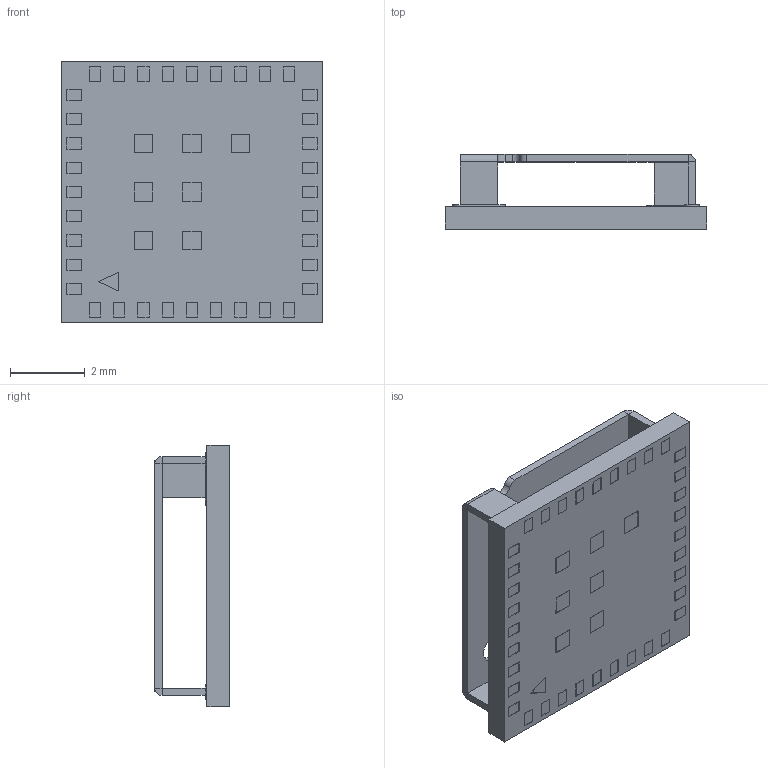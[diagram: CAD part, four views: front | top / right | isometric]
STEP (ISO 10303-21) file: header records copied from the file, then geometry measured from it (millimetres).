
FILE_DESCRIPTION (( 'STEP AP214' ), '1' );
FILE_NAME ('LG77L.STEP', '2022-02-21T21:52:38', ( '' ), ( '' ), 'SwSTEP 2.0', 'SolidWorks 2020', '' );
FILE_SCHEMA (( 'AUTOMOTIVE_DESIGN' ));
Length unit declared in the file: millimetre
Products named in the file (1): LG77L
Bounding box: 7 x 2 x 7 mm (x, y, z)
Volume: 37.8 mm3; surface area: 208.7 mm2
Topology: 2 solids, 2 shells, 641 faces, 1663 edges, 1098 vertices
Faces by surface type: plane 612, cylinder 29
Entity records: 19545 total; most frequent: CARTESIAN_POINT 3403, ORIENTED_EDGE 3326, DIRECTION 3005, EDGE_CURVE 1663, VECTOR 1605, LINE 1605, VERTEX_POINT 1098, EDGE_LOOP 715
